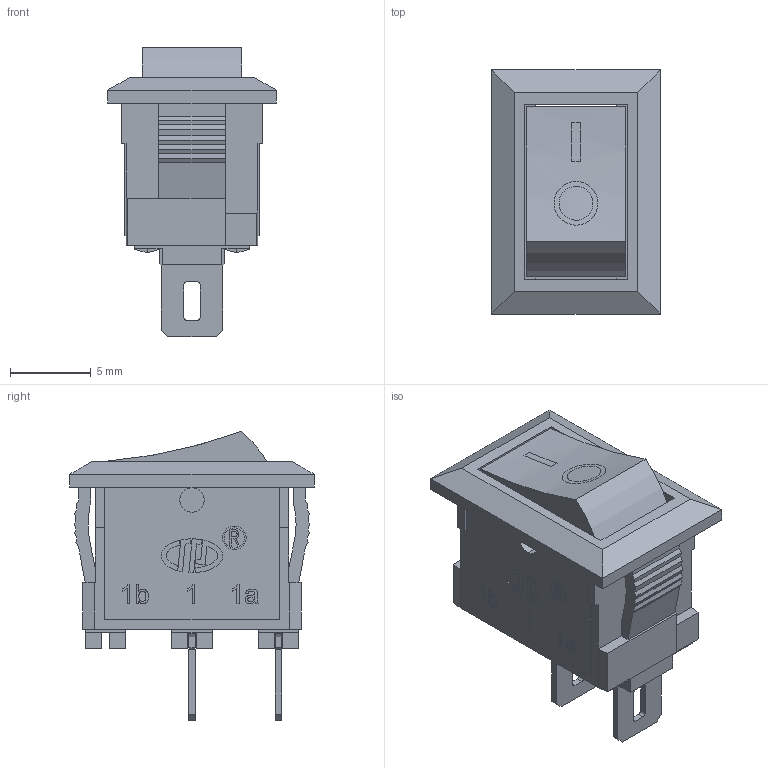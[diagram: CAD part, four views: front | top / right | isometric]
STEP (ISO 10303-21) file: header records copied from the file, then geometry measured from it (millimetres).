
FILE_DESCRIPTION (( 'STEP AP214' ), '1' );
FILE_NAME ('INTERRUPTOR BASCULANTE.STEP', '2018-10-19T12:08:18', ( '' ), ( '' ), 'SwSTEP 2.0', 'SolidWorks 2018', '' );
FILE_SCHEMA (( 'AUTOMOTIVE_DESIGN' ));
Length unit declared in the file: millimetre
Products named in the file (1): INTERRUPTOR BASCULANTE
Bounding box: 10.42 x 15.1 x 17.9 mm (x, y, z)
Volume: 1187.7 mm3; surface area: 1588.4 mm2
Topology: 4 solids, 4 shells, 555 faces, 1538 edges, 1029 vertices
Faces by surface type: plane 411, bspline 105, cylinder 39
Entity records: 22954 total; most frequent: CARTESIAN_POINT 8652, ORIENTED_EDGE 3076, DIRECTION 2296, EDGE_CURVE 1538, LINE 1238, VECTOR 1238, VERTEX_POINT 1029, EDGE_LOOP 607
